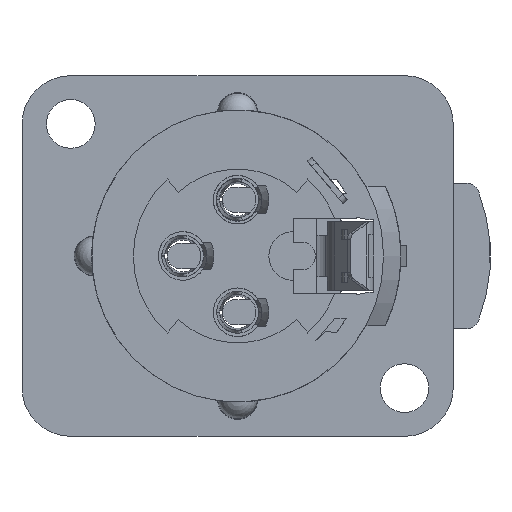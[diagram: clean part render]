
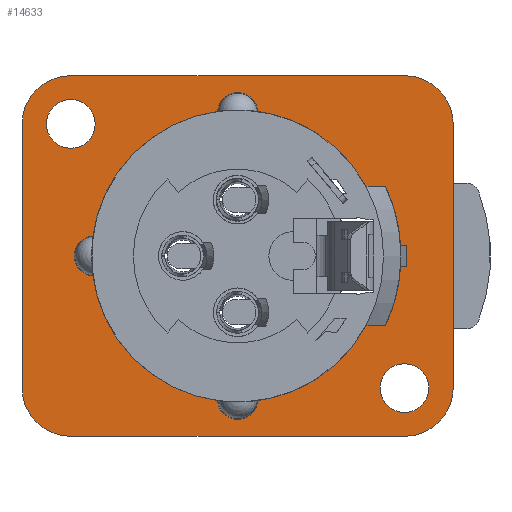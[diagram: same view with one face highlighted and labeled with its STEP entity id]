
A CAD part, left-side view. The second image highlights one B-rep face of the part: STEP entity #14633.
In plain terms, the highlighted planar face has unit normal (-1, 0, 0).
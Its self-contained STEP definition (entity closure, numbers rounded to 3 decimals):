
#159=FACE_BOUND('',#1350,.T.);
#160=FACE_BOUND('',#1351,.T.);
#161=FACE_BOUND('',#1352,.T.);
#162=FACE_BOUND('',#1353,.T.);
#611=FACE_OUTER_BOUND('',#1349,.T.);
#1349=EDGE_LOOP('',(#9744,#9745,#9746,#9747,#9748,#9749,#9750,#9751));
#1350=EDGE_LOOP('',(#9752,#9753,#9754,#9755));
#1351=EDGE_LOOP('',(#9756,#9757,#9758,#9759,#9760,#9761,#9762,#9763,#9764,
#9765,#9766,#9767,#9768,#9769));
#1352=EDGE_LOOP('',(#9770));
#1353=EDGE_LOOP('',(#9771));
#2029=CIRCLE('',#15350,3.5);
#2034=CIRCLE('',#15359,3.5);
#2039=CIRCLE('',#15368,3.5);
#2043=CIRCLE('',#15375,1.75);
#2049=CIRCLE('',#15384,1.75);
#2054=CIRCLE('',#15393,1.45);
#2056=CIRCLE('',#15397,1.45);
#2058=CIRCLE('',#15401,1.45);
#2080=CIRCLE('',#15474,11.75);
#2082=CIRCLE('',#15476,11.75);
#2085=CIRCLE('',#15481,10.5);
#2086=CIRCLE('',#15482,10.5);
#2087=CIRCLE('',#15483,10.5);
#2088=CIRCLE('',#15484,10.5);
#2104=CIRCLE('',#15522,3.5);
#2480=LINE('',#21020,#4007);
#2485=LINE('',#21042,#4012);
#2490=LINE('',#21062,#4017);
#2495=LINE('',#21082,#4022);
#2581=LINE('',#21822,#4108);
#2583=LINE('',#21838,#4110);
#2616=LINE('',#21940,#4143);
#2624=LINE('',#21969,#4151);
#2626=LINE('',#21972,#4153);
#2628=LINE('',#21983,#4155);
#2629=LINE('',#21985,#4156);
#2630=LINE('',#21987,#4157);
#2631=LINE('',#21988,#4158);
#4007=VECTOR('',#16687,24.02);
#4012=VECTOR('',#16712,18.943);
#4017=VECTOR('',#16735,24.02);
#4022=VECTOR('',#16758,18.943);
#4108=VECTOR('',#17062,1.4);
#4110=VECTOR('',#17078,1.4);
#4143=VECTOR('',#17157,0.056);
#4151=VECTOR('',#17179,0.056);
#4153=VECTOR('',#17183,6.2);
#4155=VECTOR('',#17199,10.);
#4156=VECTOR('',#17200,10.);
#4157=VECTOR('',#17201,10.);
#4158=VECTOR('',#17202,10.);
#5559=VERTEX_POINT('',#21017);
#5560=VERTEX_POINT('',#21019);
#5565=VERTEX_POINT('',#21035);
#5567=VERTEX_POINT('',#21041);
#5571=VERTEX_POINT('',#21055);
#5573=VERTEX_POINT('',#21061);
#5577=VERTEX_POINT('',#21075);
#5579=VERTEX_POINT('',#21081);
#5583=VERTEX_POINT('',#21093);
#5589=VERTEX_POINT('',#21111);
#5595=VERTEX_POINT('',#21151);
#5596=VERTEX_POINT('',#21158);
#5599=VERTEX_POINT('',#21193);
#5600=VERTEX_POINT('',#21200);
#5603=VERTEX_POINT('',#21235);
#5604=VERTEX_POINT('',#21242);
#5704=VERTEX_POINT('',#21796);
#5705=VERTEX_POINT('',#21798);
#5708=VERTEX_POINT('',#21804);
#5709=VERTEX_POINT('',#21806);
#5713=VERTEX_POINT('',#21820);
#5715=VERTEX_POINT('',#21826);
#5751=VERTEX_POINT('',#21938);
#5755=VERTEX_POINT('',#21968);
#5756=VERTEX_POINT('',#21981);
#5757=VERTEX_POINT('',#21982);
#5758=VERTEX_POINT('',#21984);
#5759=VERTEX_POINT('',#21986);
#7020=EDGE_CURVE('',#5559,#5560,#2480,.T.);
#7028=EDGE_CURVE('',#5560,#5565,#2029,.T.);
#7031=EDGE_CURVE('',#5565,#5567,#2485,.T.);
#7038=EDGE_CURVE('',#5567,#5571,#2034,.T.);
#7041=EDGE_CURVE('',#5571,#5573,#2490,.T.);
#7048=EDGE_CURVE('',#5573,#5577,#2039,.T.);
#7051=EDGE_CURVE('',#5577,#5579,#2495,.T.);
#7058=EDGE_CURVE('',#5583,#5583,#2043,.T.);
#7067=EDGE_CURVE('',#5589,#5589,#2049,.T.);
#7076=EDGE_CURVE('',#5596,#5595,#2054,.T.);
#7081=EDGE_CURVE('',#5600,#5599,#2056,.T.);
#7086=EDGE_CURVE('',#5604,#5603,#2058,.T.);
#7221=EDGE_CURVE('',#5704,#5705,#2080,.T.);
#7225=EDGE_CURVE('',#5708,#5709,#2082,.T.);
#7231=EDGE_CURVE('',#5713,#5708,#2581,.T.);
#7234=EDGE_CURVE('',#5715,#5595,#2085,.T.);
#7235=EDGE_CURVE('',#5596,#5599,#2086,.T.);
#7236=EDGE_CURVE('',#5600,#5603,#2087,.T.);
#7237=EDGE_CURVE('',#5604,#5713,#2088,.T.);
#7239=EDGE_CURVE('',#5705,#5715,#2583,.T.);
#7287=EDGE_CURVE('',#5704,#5751,#2616,.T.);
#7297=EDGE_CURVE('',#5709,#5755,#2624,.T.);
#7299=EDGE_CURVE('',#5751,#5755,#2626,.T.);
#7303=EDGE_CURVE('',#5579,#5559,#2104,.T.);
#7304=EDGE_CURVE('',#5756,#5757,#2628,.T.);
#7305=EDGE_CURVE('',#5757,#5758,#2629,.T.);
#7306=EDGE_CURVE('',#5758,#5759,#2630,.T.);
#7307=EDGE_CURVE('',#5759,#5756,#2631,.T.);
#9744=ORIENTED_EDGE('',*,*,#7303,.F.);
#9745=ORIENTED_EDGE('',*,*,#7051,.F.);
#9746=ORIENTED_EDGE('',*,*,#7048,.F.);
#9747=ORIENTED_EDGE('',*,*,#7041,.F.);
#9748=ORIENTED_EDGE('',*,*,#7038,.F.);
#9749=ORIENTED_EDGE('',*,*,#7031,.F.);
#9750=ORIENTED_EDGE('',*,*,#7028,.F.);
#9751=ORIENTED_EDGE('',*,*,#7020,.F.);
#9752=ORIENTED_EDGE('',*,*,#7304,.T.);
#9753=ORIENTED_EDGE('',*,*,#7305,.T.);
#9754=ORIENTED_EDGE('',*,*,#7306,.T.);
#9755=ORIENTED_EDGE('',*,*,#7307,.T.);
#9756=ORIENTED_EDGE('',*,*,#7299,.T.);
#9757=ORIENTED_EDGE('',*,*,#7297,.F.);
#9758=ORIENTED_EDGE('',*,*,#7225,.F.);
#9759=ORIENTED_EDGE('',*,*,#7231,.F.);
#9760=ORIENTED_EDGE('',*,*,#7237,.F.);
#9761=ORIENTED_EDGE('',*,*,#7086,.T.);
#9762=ORIENTED_EDGE('',*,*,#7236,.F.);
#9763=ORIENTED_EDGE('',*,*,#7081,.T.);
#9764=ORIENTED_EDGE('',*,*,#7235,.F.);
#9765=ORIENTED_EDGE('',*,*,#7076,.T.);
#9766=ORIENTED_EDGE('',*,*,#7234,.F.);
#9767=ORIENTED_EDGE('',*,*,#7239,.F.);
#9768=ORIENTED_EDGE('',*,*,#7221,.F.);
#9769=ORIENTED_EDGE('',*,*,#7287,.T.);
#9770=ORIENTED_EDGE('',*,*,#7067,.F.);
#9771=ORIENTED_EDGE('',*,*,#7058,.F.);
#13325=PLANE('',#15523);
#14633=ADVANCED_FACE('',(#611,#159,#160,#161,#162),#13325,.F.);
#15350=AXIS2_PLACEMENT_3D('',#21036,#16706,#16707);
#15359=AXIS2_PLACEMENT_3D('',#21056,#16729,#16730);
#15368=AXIS2_PLACEMENT_3D('',#21076,#16752,#16753);
#15375=AXIS2_PLACEMENT_3D('',#21095,#16772,#16773);
#15384=AXIS2_PLACEMENT_3D('',#21113,#16793,#16794);
#15393=AXIS2_PLACEMENT_3D('',#21159,#16813,#16814);
#15397=AXIS2_PLACEMENT_3D('',#21201,#16821,#16822);
#15401=AXIS2_PLACEMENT_3D('',#21243,#16829,#16830);
#15474=AXIS2_PLACEMENT_3D('',#21799,#17047,#17048);
#15476=AXIS2_PLACEMENT_3D('',#21807,#17053,#17054);
#15481=AXIS2_PLACEMENT_3D('',#21828,#17068,#17069);
#15482=AXIS2_PLACEMENT_3D('',#21829,#17070,#17071);
#15483=AXIS2_PLACEMENT_3D('',#21830,#17072,#17073);
#15484=AXIS2_PLACEMENT_3D('',#21831,#17074,#17075);
#15522=AXIS2_PLACEMENT_3D('',#21979,#17195,#17196);
#15523=AXIS2_PLACEMENT_3D('',#21980,#17197,#17198);
#16687=DIRECTION('',(0.,1.,0.));
#16706=DIRECTION('center_axis',(1.,0.,0.));
#16707=DIRECTION('ref_axis',(0.,0.,-1.));
#16712=DIRECTION('',(0.,0.,1.));
#16729=DIRECTION('center_axis',(1.,0.,0.));
#16730=DIRECTION('ref_axis',(0.,1.,0.));
#16735=DIRECTION('',(0.,-1.,0.));
#16752=DIRECTION('center_axis',(1.,0.,0.));
#16753=DIRECTION('ref_axis',(0.,0.,1.));
#16758=DIRECTION('',(0.,0.,-1.));
#16772=DIRECTION('center_axis',(-1.,0.,0.));
#16773=DIRECTION('ref_axis',(0.,1.,0.));
#16793=DIRECTION('center_axis',(-1.,0.,0.));
#16794=DIRECTION('ref_axis',(0.,-1.,0.));
#16813=DIRECTION('center_axis',(1.,0.,0.));
#16814=DIRECTION('ref_axis',(0.,0.998,0.069));
#16821=DIRECTION('center_axis',(1.,0.,0.));
#16822=DIRECTION('ref_axis',(0.,0.069,-0.998));
#16829=DIRECTION('center_axis',(1.,0.,0.));
#16830=DIRECTION('ref_axis',(0.,-0.998,-0.069));
#17047=DIRECTION('center_axis',(-1.,0.,0.));
#17048=DIRECTION('ref_axis',(0.,-0.965,0.264));
#17053=DIRECTION('center_axis',(-1.,0.,0.));
#17054=DIRECTION('ref_axis',(0.,-0.905,-0.426));
#17062=DIRECTION('',(0.,-1.,0.));
#17068=DIRECTION('center_axis',(-1.,0.,0.));
#17069=DIRECTION('ref_axis',(0.,-0.879,0.476));
#17070=DIRECTION('center_axis',(-1.,0.,0.));
#17071=DIRECTION('ref_axis',(0.,0.138,0.99));
#17072=DIRECTION('center_axis',(-1.,0.,0.));
#17073=DIRECTION('ref_axis',(0.,0.99,-0.138));
#17074=DIRECTION('center_axis',(-1.,0.,0.));
#17075=DIRECTION('ref_axis',(0.,-0.138,-0.99));
#17078=DIRECTION('',(0.,1.,0.));
#17157=DIRECTION('',(0.,-1.,0.));
#17179=DIRECTION('',(0.,-1.,0.));
#17183=DIRECTION('',(0.,0.,-1.));
#17195=DIRECTION('center_axis',(1.,0.,0.));
#17196=DIRECTION('ref_axis',(0.,-1.,0.));
#17197=DIRECTION('center_axis',(1.,0.,0.));
#17198=DIRECTION('ref_axis',(0.,0.,1.));
#17199=DIRECTION('',(0.,-1.,0.));
#17200=DIRECTION('',(0.,0.,-1.));
#17201=DIRECTION('',(0.,1.,0.));
#17202=DIRECTION('',(0.,0.,1.));
#21017=CARTESIAN_POINT('',(-2.,-12.01,-12.971));
#21019=CARTESIAN_POINT('',(-2.,12.01,-12.971));
#21020=CARTESIAN_POINT('',(-2.,-12.01,-12.971));
#21035=CARTESIAN_POINT('',(-2.,15.51,-9.471));
#21036=CARTESIAN_POINT('Origin',(-2.,12.01,-9.471));
#21041=CARTESIAN_POINT('',(-2.,15.51,9.471));
#21042=CARTESIAN_POINT('',(-2.,15.51,-9.471));
#21055=CARTESIAN_POINT('',(-2.,12.01,12.971));
#21056=CARTESIAN_POINT('Origin',(-2.,12.01,9.471));
#21061=CARTESIAN_POINT('',(-2.,-12.01,12.971));
#21062=CARTESIAN_POINT('',(-2.,12.01,12.971));
#21075=CARTESIAN_POINT('',(-2.,-15.51,9.471));
#21076=CARTESIAN_POINT('Origin',(-2.,-12.01,9.471));
#21081=CARTESIAN_POINT('',(-2.,-15.51,-9.471));
#21082=CARTESIAN_POINT('',(-2.,-15.51,9.471));
#21093=CARTESIAN_POINT('',(-2.,10.25,9.5));
#21095=CARTESIAN_POINT('Origin',(-2.,12.,9.5));
#21111=CARTESIAN_POINT('',(-2.,-10.25,-9.5));
#21113=CARTESIAN_POINT('Origin',(-2.,-12.,-9.5));
#21151=CARTESIAN_POINT('',(-2.,-1.447,10.4));
#21158=CARTESIAN_POINT('',(-2.,1.447,10.4));
#21159=CARTESIAN_POINT('Origin',(-2.,0.,10.3));
#21193=CARTESIAN_POINT('',(-2.,10.4,1.447));
#21200=CARTESIAN_POINT('',(-2.,10.4,-1.447));
#21201=CARTESIAN_POINT('Origin',(-2.,10.3,0.));
#21235=CARTESIAN_POINT('',(-2.,1.447,-10.4));
#21242=CARTESIAN_POINT('',(-2.,-1.447,-10.4));
#21243=CARTESIAN_POINT('Origin',(-2.,0.,-10.3));
#21796=CARTESIAN_POINT('',(-2.,-11.334,3.1));
#21798=CARTESIAN_POINT('',(-2.,-10.633,5.));
#21799=CARTESIAN_POINT('Origin',(-2.,0.,0.));
#21804=CARTESIAN_POINT('',(-2.,-10.633,-5.));
#21806=CARTESIAN_POINT('',(-2.,-11.334,-3.1));
#21807=CARTESIAN_POINT('Origin',(-2.,0.,0.));
#21820=CARTESIAN_POINT('',(-2.,-9.233,-5.));
#21822=CARTESIAN_POINT('',(-2.,-9.233,-5.));
#21826=CARTESIAN_POINT('',(-2.,-9.233,5.));
#21828=CARTESIAN_POINT('Origin',(-2.,0.,0.));
#21829=CARTESIAN_POINT('Origin',(-2.,0.,0.));
#21830=CARTESIAN_POINT('Origin',(-2.,0.,0.));
#21831=CARTESIAN_POINT('Origin',(-2.,0.,0.));
#21838=CARTESIAN_POINT('',(-2.,-10.633,5.));
#21938=CARTESIAN_POINT('',(-2.,-11.39,3.1));
#21940=CARTESIAN_POINT('',(-2.,-11.334,3.1));
#21968=CARTESIAN_POINT('',(-2.,-11.39,-3.1));
#21969=CARTESIAN_POINT('',(-2.,-11.334,-3.1));
#21972=CARTESIAN_POINT('',(-2.,-11.39,3.1));
#21979=CARTESIAN_POINT('Origin',(-2.,-12.01,-9.471));
#21980=CARTESIAN_POINT('Origin',(-2.,0.,0.));
#21981=CARTESIAN_POINT('',(-2.,-11.447,0.775));
#21982=CARTESIAN_POINT('',(-2.,-11.448,0.775));
#21983=CARTESIAN_POINT('',(-2.,-5.345,0.775));
#21984=CARTESIAN_POINT('',(-2.,-11.448,-0.775));
#21985=CARTESIAN_POINT('',(-2.,-11.448,-0.387));
#21986=CARTESIAN_POINT('',(-2.,-11.447,-0.775));
#21987=CARTESIAN_POINT('',(-2.,-5.345,-0.775));
#21988=CARTESIAN_POINT('',(-2.,-11.447,-0.387));
